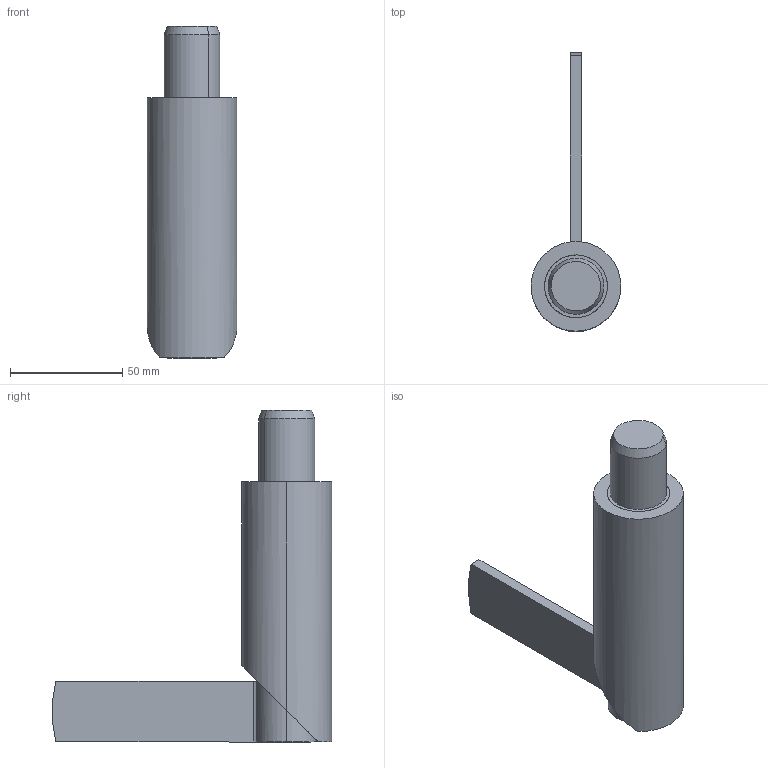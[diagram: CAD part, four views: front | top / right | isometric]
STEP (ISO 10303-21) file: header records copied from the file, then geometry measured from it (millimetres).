
FILE_DESCRIPTION((''),'2;1');
FILE_NAME('PLP25.stp','2006-07-11T15:11:09',('Matthew'),(''),'Autodesk Inventor 8','Autodesk Inventor 8','');
FILE_SCHEMA(('AUTOMOTIVE_DESIGN { 1 0 10303 214 1 1 1 1 }'));
Length unit declared in the file: millimetre
Products named in the file (3): PLP25; PLP251; PLP252
Assembly tree (2 placements, depth 2):
  PLP25
    PLP251
    PLP252
Bounding box: 40 x 124.46 x 148 mm (x, y, z)
Volume: 138850.9 mm3; surface area: 41039.5 mm2
Topology: 2 solids, 2 shells, 43 faces, 103 edges, 67 vertices
Faces by surface type: cylinder 23, plane 14, cone 4, bspline 2
Entity records: 1412 total; most frequent: CARTESIAN_POINT 300, DIRECTION 254, ORIENTED_EDGE 198, AXIS2_PLACEMENT_3D 109, EDGE_CURVE 99, VERTEX_POINT 65, CIRCLE 57, EDGE_LOOP 50
